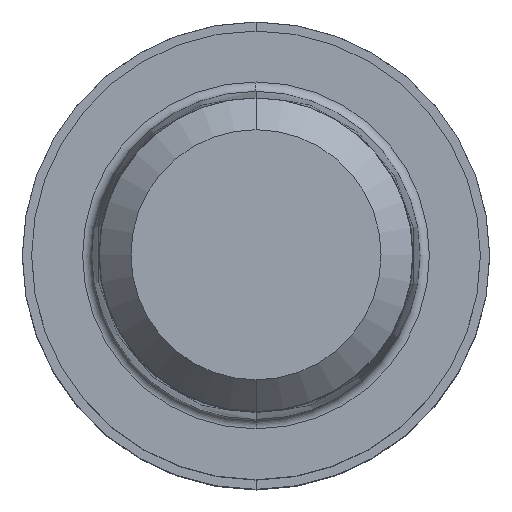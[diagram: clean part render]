
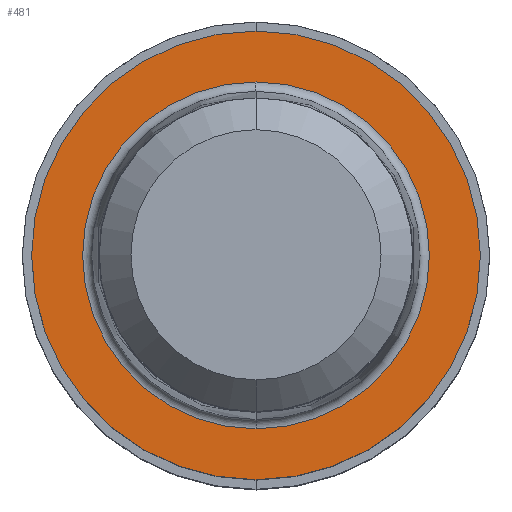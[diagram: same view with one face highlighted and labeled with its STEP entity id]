
A CAD part, top view. The second image highlights one B-rep face of the part: STEP entity #481.
In plain terms, the highlighted planar face has unit normal (0, 0, 1).
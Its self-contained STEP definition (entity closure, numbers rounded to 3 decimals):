
#225=EDGE_CURVE('',#453,#267,#562,.T.);
#245=VERTEX_POINT('',#585);
#267=VERTEX_POINT('',#608);
#367=EDGE_CURVE('',#267,#453,#722,.T.);
#377=EDGE_CURVE('',#455,#245,#734,.T.);
#453=VERTEX_POINT('',#823);
#455=VERTEX_POINT('',#825);
#471=EDGE_CURVE('',#245,#455,#844,.T.);
#481=ADVANCED_FACE('',(#856,#857),#858,.T.);
#562=CIRCLE('',#944,9.275);
#585=CARTESIAN_POINT('',(0.,-12.0,0.01));
#608=CARTESIAN_POINT('',(0.0,9.275,0.01));
#722=CIRCLE('',#1149,9.275);
#734=CIRCLE('',#1165,12.0);
#823=CARTESIAN_POINT('',(0.,-9.275,0.01));
#825=CARTESIAN_POINT('',(0.0,12.0,0.01));
#844=CIRCLE('',#1303,12.0);
#856=FACE_OUTER_BOUND('',#1317,.T.);
#857=FACE_BOUND('',#1318,.T.);
#858=PLANE('',#1319);
#944=AXIS2_PLACEMENT_3D('',#1391,#1392,#1393);
#1149=AXIS2_PLACEMENT_3D('',#1595,#1596,#1597);
#1165=AXIS2_PLACEMENT_3D('',#1616,#1617,#1618);
#1303=AXIS2_PLACEMENT_3D('',#1770,#1771,#1772);
#1317=EDGE_LOOP('',(#1791,#1792));
#1318=EDGE_LOOP('',(#1793,#1794));
#1319=AXIS2_PLACEMENT_3D('',#1795,#1796,#1797);
#1391=CARTESIAN_POINT('',(0.0,0.0,0.01));
#1392=DIRECTION('',(0.0,0.0,-1.0));
#1393=DIRECTION('',(0.0,1.0,0.0));
#1595=CARTESIAN_POINT('',(0.0,0.0,0.01));
#1596=DIRECTION('',(0.0,0.0,-1.0));
#1597=DIRECTION('',(0.0,1.0,0.0));
#1616=CARTESIAN_POINT('',(0.0,0.0,0.01));
#1617=DIRECTION('',(0.0,0.0,-1.0));
#1618=DIRECTION('',(0.0,1.0,0.0));
#1770=CARTESIAN_POINT('',(0.0,0.0,0.01));
#1771=DIRECTION('',(0.0,0.0,-1.0));
#1772=DIRECTION('',(0.0,1.0,0.0));
#1791=ORIENTED_EDGE('',*,*,#377,.F.);
#1792=ORIENTED_EDGE('',*,*,#471,.F.);
#1793=ORIENTED_EDGE('',*,*,#367,.T.);
#1794=ORIENTED_EDGE('',*,*,#225,.T.);
#1795=CARTESIAN_POINT('',(0.0,6.0,0.01));
#1796=DIRECTION('',(-0.0,0.0,1.0));
#1797=DIRECTION('',(0.0,-1.0,0.0));
